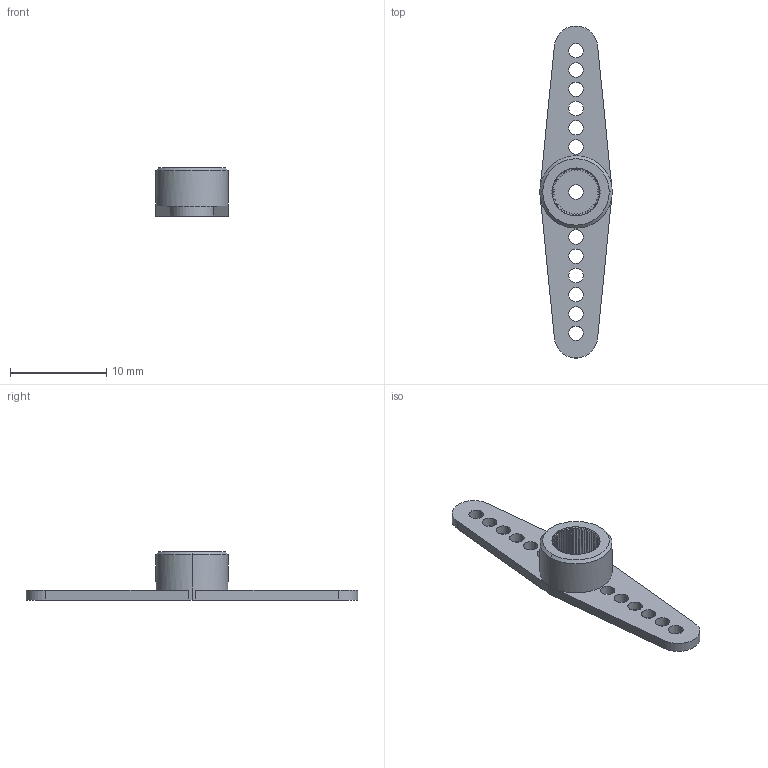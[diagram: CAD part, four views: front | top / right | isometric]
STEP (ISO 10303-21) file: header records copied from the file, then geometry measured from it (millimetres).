
FILE_DESCRIPTION (( 'STEP AP214' ), '1' );
FILE_NAME ('A2.STEP', '2015-07-21T18:35:49', ( '' ), ( '' ), 'SwSTEP 2.0', 'SolidWorks 2015', '' );
FILE_SCHEMA (( 'AUTOMOTIVE_DESIGN' ));
Length unit declared in the file: millimetre
Products named in the file (1): A2
Bounding box: 7.5 x 34.48 x 5 mm (x, y, z)
Volume: 277.4 mm3; surface area: 674.8 mm2
Topology: 1 solids, 1 shells, 195 faces, 570 edges, 379 vertices
Faces by surface type: plane 110, cone 53, cylinder 32
Entity records: 6627 total; most frequent: CARTESIAN_POINT 1445, ORIENTED_EDGE 1140, DIRECTION 983, EDGE_CURVE 570, VERTEX_POINT 379, LINE 349, VECTOR 349, AXIS2_PLACEMENT_3D 317
